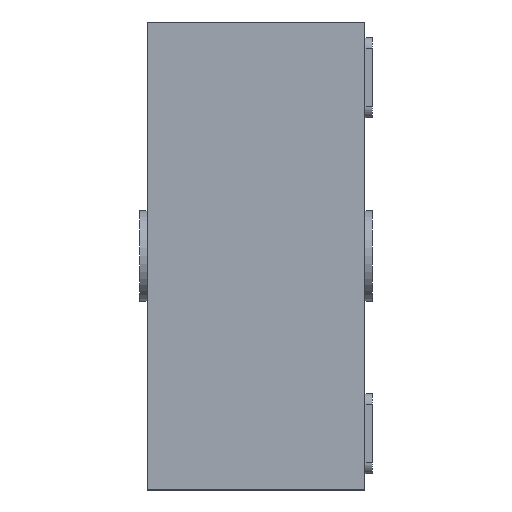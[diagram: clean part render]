
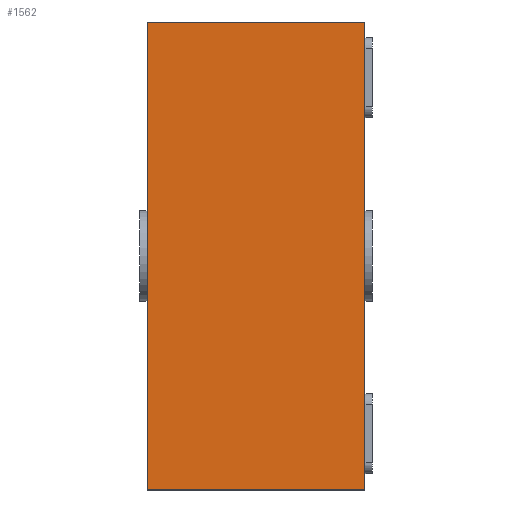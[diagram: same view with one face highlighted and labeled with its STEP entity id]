
A CAD part, left-side view. The second image highlights one B-rep face of the part: STEP entity #1562.
In plain terms, the highlighted planar face has unit normal (-1, 0, 0).
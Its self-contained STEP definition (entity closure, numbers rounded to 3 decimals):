
#165 = AXIS2_PLACEMENT_3D ( 'NONE', #1272, #2443, #2068 ) ;
#169 = CARTESIAN_POINT ( 'NONE',  ( -1.019, -0.3, -0.644 ) ) ;
#286 = VECTOR ( 'NONE', #1721, 1000. ) ;
#298 = CARTESIAN_POINT ( 'NONE',  ( -1.019, 0.3, 0.644 ) ) ;
#308 = EDGE_CURVE ( 'NONE', #1765, #901, #837, .T. ) ;
#320 = CARTESIAN_POINT ( 'NONE',  ( -1.019, 0.3, -0.644 ) ) ;
#469 = EDGE_CURVE ( 'NONE', #912, #901, #2289, .T. ) ;
#623 = ORIENTED_EDGE ( 'NONE', *, *, #469, .T. ) ;
#694 = EDGE_CURVE ( 'NONE', #759, #1765, #1673, .T. ) ;
#759 = VERTEX_POINT ( 'NONE', #320 ) ;
#837 = LINE ( 'NONE', #1403, #2079 ) ;
#841 = CARTESIAN_POINT ( 'NONE',  ( -1.019, 0.3, 0.644 ) ) ;
#864 = PLANE ( 'NONE',  #165 ) ;
#901 = VERTEX_POINT ( 'NONE', #1738 ) ;
#912 = VERTEX_POINT ( 'NONE', #169 ) ;
#1036 = DIRECTION ( 'NONE',  ( 0., 0., 1. ) ) ;
#1202 = EDGE_CURVE ( 'NONE', #759, #912, #2149, .T. ) ;
#1272 = CARTESIAN_POINT ( 'NONE',  ( -1.019, 0.3, 0.644 ) ) ;
#1283 = FACE_OUTER_BOUND ( 'NONE', #2542, .T. ) ;
#1285 = VECTOR ( 'NONE', #1036, 1000. ) ;
#1347 = VECTOR ( 'NONE', #2481, 1000. ) ;
#1403 = CARTESIAN_POINT ( 'NONE',  ( -1.019, 0.3, 0.644 ) ) ;
#1496 = CARTESIAN_POINT ( 'NONE',  ( -1.019, -0.3, 0.644 ) ) ;
#1562 = ADVANCED_FACE ( 'NONE', ( #1283 ), #864, .F. ) ;
#1624 = DIRECTION ( 'NONE',  ( 0., -1., 0. ) ) ;
#1673 = LINE ( 'NONE', #298, #1285 ) ;
#1680 = ORIENTED_EDGE ( 'NONE', *, *, #1202, .T. ) ;
#1721 = DIRECTION ( 'NONE',  ( 0., -1., 0. ) ) ;
#1738 = CARTESIAN_POINT ( 'NONE',  ( -1.019, -0.3, 0.644 ) ) ;
#1765 = VERTEX_POINT ( 'NONE', #841 ) ;
#1780 = ORIENTED_EDGE ( 'NONE', *, *, #308, .F. ) ;
#1954 = CARTESIAN_POINT ( 'NONE',  ( -1.019, 0.3, -0.644 ) ) ;
#1999 = ORIENTED_EDGE ( 'NONE', *, *, #694, .F. ) ;
#2068 = DIRECTION ( 'NONE',  ( 0., 0., -1. ) ) ;
#2079 = VECTOR ( 'NONE', #1624, 1000. ) ;
#2149 = LINE ( 'NONE', #1954, #286 ) ;
#2289 = LINE ( 'NONE', #1496, #1347 ) ;
#2443 = DIRECTION ( 'NONE',  ( 1., 0., 0. ) ) ;
#2481 = DIRECTION ( 'NONE',  ( 0., 0., 1. ) ) ;
#2542 = EDGE_LOOP ( 'NONE', ( #623, #1780, #1999, #1680 ) ) ;
